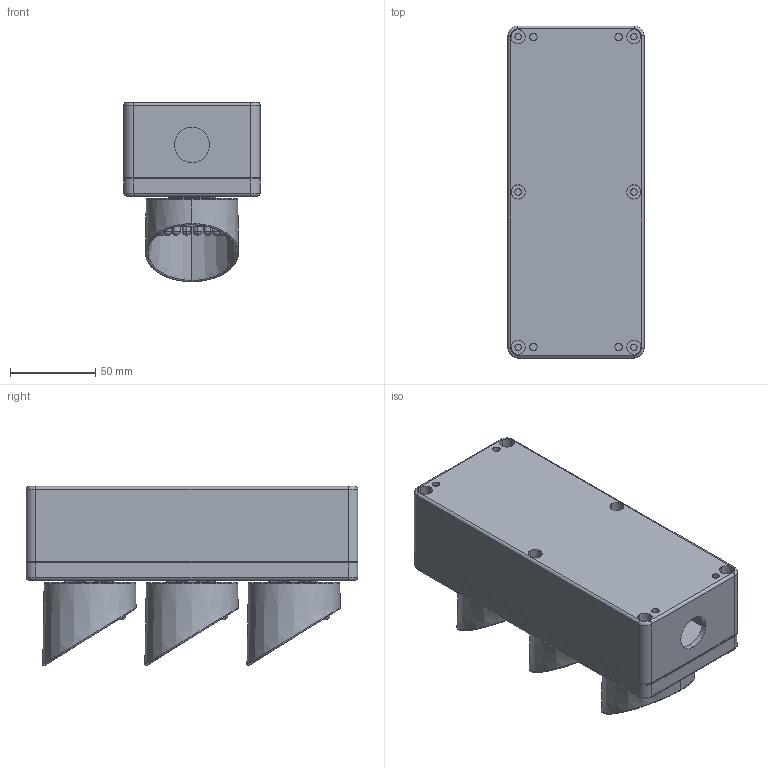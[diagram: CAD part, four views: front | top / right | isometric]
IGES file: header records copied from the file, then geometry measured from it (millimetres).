
Start section:  PTC IGES file: 151178.igs
Global section: file name: 151178.igs; native system: Pro/ENGINEER by Parametric Technology Corporation; preprocessor: 2009141; author: banengservice; organization: Unknown; date: 20100329.082253; units: inch
Bounding box: 80 x 195 x 105.36 mm (x, y, z)
Volume: 269186.9 mm3; surface area: 236230.8 mm2
Topology: 7 solids, 13 shells, 3539 faces, 9737 edges, 6181 vertices
Faces by surface type: bspline 2293, revolution 1246
